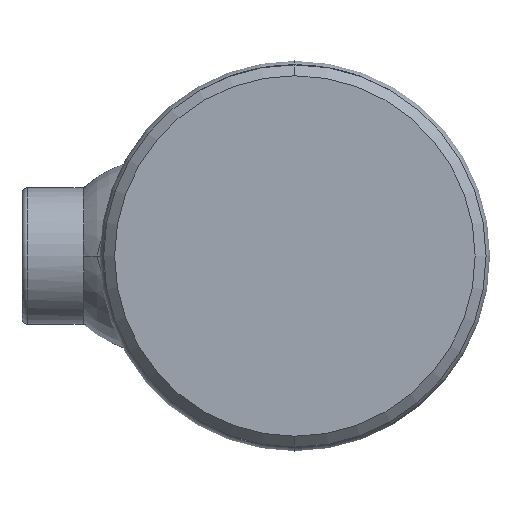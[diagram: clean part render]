
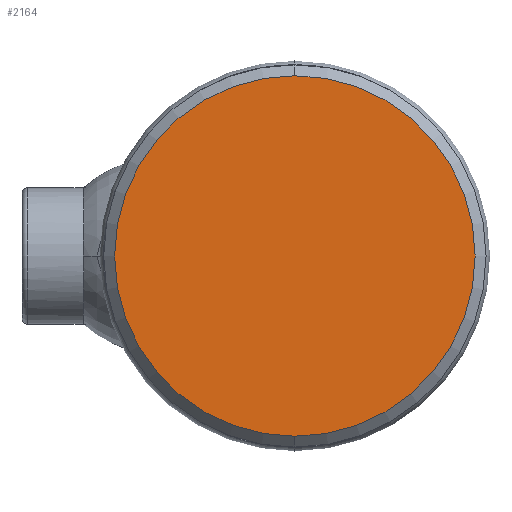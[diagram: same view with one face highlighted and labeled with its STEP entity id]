
A CAD part, left-side view. The second image highlights one B-rep face of the part: STEP entity #2164.
In plain terms, the highlighted planar face has unit normal (-1, 0, 0).
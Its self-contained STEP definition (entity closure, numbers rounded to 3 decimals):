
#433 = CIRCLE ( 'NONE', #1834, 33. ) ;
#538 = DIRECTION ( 'NONE',  ( 0., 0., -1. ) ) ;
#543 = DIRECTION ( 'NONE',  ( -1., 0., 0. ) ) ;
#544 = CARTESIAN_POINT ( 'NONE',  ( 0., 0., 0. ) ) ;
#618 = AXIS2_PLACEMENT_3D ( 'NONE', #1882, #1828, #1817 ) ;
#679 = CARTESIAN_POINT ( 'NONE',  ( 0., 0., 33. ) ) ;
#743 = CIRCLE ( 'NONE', #3082, 33. ) ;
#812 = FACE_OUTER_BOUND ( 'NONE', #1566, .T. ) ;
#1094 = CARTESIAN_POINT ( 'NONE',  ( 0., 0., -33. ) ) ;
#1566 = EDGE_LOOP ( 'NONE', ( #3130, #3143 ) ) ;
#1631 = DIRECTION ( 'NONE',  ( 0., 0., -1. ) ) ;
#1632 = DIRECTION ( 'NONE',  ( -1., 0., 0. ) ) ;
#1638 = CARTESIAN_POINT ( 'NONE',  ( 0., 0., 0. ) ) ;
#1817 = DIRECTION ( 'NONE',  ( 0., 0., -1. ) ) ;
#1828 = DIRECTION ( 'NONE',  ( 1., 0., 0. ) ) ;
#1834 = AXIS2_PLACEMENT_3D ( 'NONE', #544, #543, #538 ) ;
#1866 = PLANE ( 'NONE',  #618 ) ;
#1882 = CARTESIAN_POINT ( 'NONE',  ( 0., 0., 0. ) ) ;
#2164 = ADVANCED_FACE ( 'NONE', ( #812 ), #1866, .F. ) ;
#2215 = EDGE_CURVE ( 'NONE', #2391, #3048, #743, .T. ) ;
#2391 = VERTEX_POINT ( 'NONE', #679 ) ;
#2410 = EDGE_CURVE ( 'NONE', #3048, #2391, #433, .T. ) ;
#3048 = VERTEX_POINT ( 'NONE', #1094 ) ;
#3082 = AXIS2_PLACEMENT_3D ( 'NONE', #1638, #1632, #1631 ) ;
#3130 = ORIENTED_EDGE ( 'NONE', *, *, #2410, .T. ) ;
#3143 = ORIENTED_EDGE ( 'NONE', *, *, #2215, .T. ) ;
